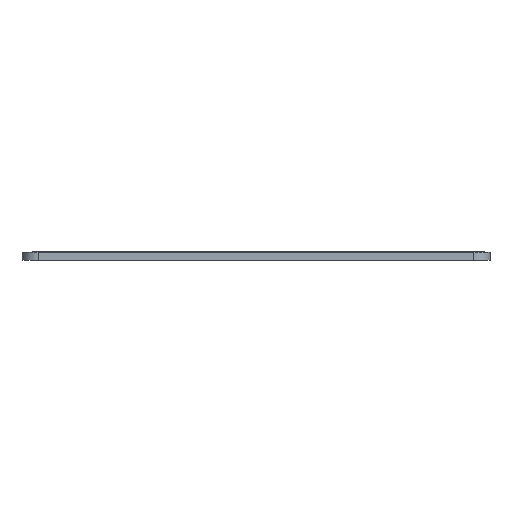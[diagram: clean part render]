
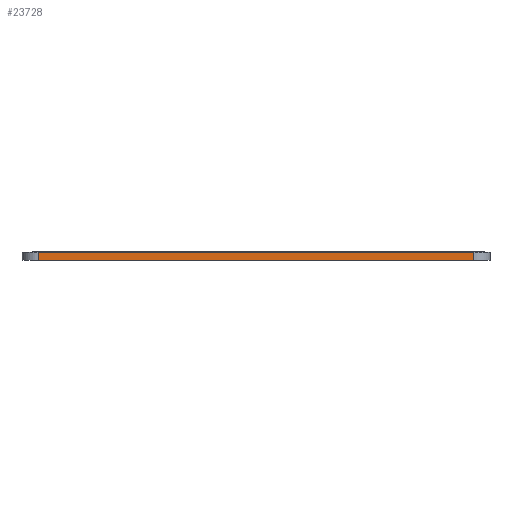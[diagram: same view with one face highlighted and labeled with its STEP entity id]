
A CAD part, front view. The second image highlights one B-rep face of the part: STEP entity #23728.
In plain terms, the highlighted planar face has unit normal (0, -1, 0).
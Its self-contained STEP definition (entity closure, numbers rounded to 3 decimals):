
#22233 = VERTEX_POINT('',#22234);
#22234 = CARTESIAN_POINT('',(78.,-151.,0.));
#22241 = EDGE_CURVE('',#22242,#22233,#22244,.T.);
#22242 = VERTEX_POINT('',#22243);
#22243 = CARTESIAN_POINT('',(158.,-151.,0.));
#22244 = LINE('',#22245,#22246);
#22245 = CARTESIAN_POINT('',(158.,-151.,0.));
#22246 = VECTOR('',#22247,1.);
#22247 = DIRECTION('',(-1.,0.,0.));
#22967 = VERTEX_POINT('',#22968);
#22968 = CARTESIAN_POINT('',(78.,-151.,1.51));
#22975 = EDGE_CURVE('',#22976,#22967,#22978,.T.);
#22976 = VERTEX_POINT('',#22977);
#22977 = CARTESIAN_POINT('',(158.,-151.,1.51));
#22978 = LINE('',#22979,#22980);
#22979 = CARTESIAN_POINT('',(158.,-151.,1.51));
#22980 = VECTOR('',#22981,1.);
#22981 = DIRECTION('',(-1.,0.,0.));
#23700 = EDGE_CURVE('',#22242,#22976,#23701,.T.);
#23701 = LINE('',#23702,#23703);
#23702 = CARTESIAN_POINT('',(158.,-151.,0.));
#23703 = VECTOR('',#23704,1.);
#23704 = DIRECTION('',(0.,0.,1.));
#23728 = ADVANCED_FACE('',(#23729),#23740,.T.);
#23729 = FACE_BOUND('',#23730,.T.);
#23730 = EDGE_LOOP('',(#23731,#23732,#23733,#23739));
#23731 = ORIENTED_EDGE('',*,*,#23700,.T.);
#23732 = ORIENTED_EDGE('',*,*,#22975,.T.);
#23733 = ORIENTED_EDGE('',*,*,#23734,.F.);
#23734 = EDGE_CURVE('',#22233,#22967,#23735,.T.);
#23735 = LINE('',#23736,#23737);
#23736 = CARTESIAN_POINT('',(78.,-151.,0.));
#23737 = VECTOR('',#23738,1.);
#23738 = DIRECTION('',(0.,0.,1.));
#23739 = ORIENTED_EDGE('',*,*,#22241,.F.);
#23740 = PLANE('',#23741);
#23741 = AXIS2_PLACEMENT_3D('',#23742,#23743,#23744);
#23742 = CARTESIAN_POINT('',(158.,-151.,0.));
#23743 = DIRECTION('',(0.,-1.,0.));
#23744 = DIRECTION('',(-1.,0.,0.));
